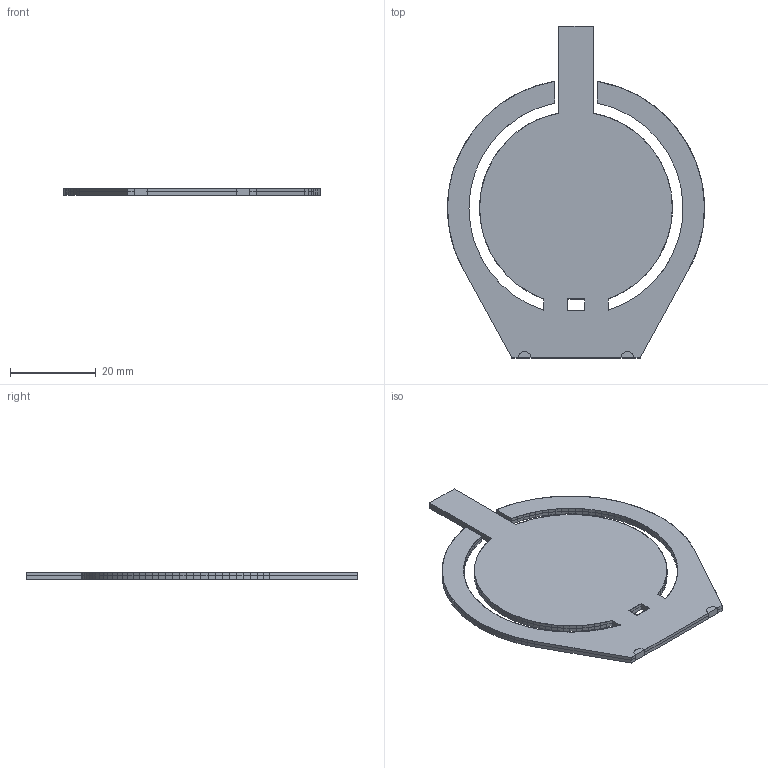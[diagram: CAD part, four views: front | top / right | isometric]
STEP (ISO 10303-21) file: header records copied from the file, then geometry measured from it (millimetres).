
FILE_DESCRIPTION(('Open CASCADE Model'),'2;1');
FILE_NAME('Open CASCADE Shape Model','2024-02-14T17:12:55',('Author'),( 'Open CASCADE'),'Open CASCADE STEP processor 7.5','Open CASCADE 7.5' ,'Unknown');
FILE_SCHEMA(('AUTOMOTIVE_DESIGN { 1 0 10303 214 1 1 1 1 }'));
Length unit declared in the file: millimetre
Products named in the file (5): PCB; Board; Open CASCADE STEP translator 7.5 1.1.1; Free-Models; dieletrico_haste_3
Assembly tree (4 placements, depth 3):
  PCB
    Board
      Open CASCADE STEP translator 7.5 1.1.1
    Free-Models
      dieletrico_haste_3
Bounding box: 60 x 77.5 x 1.58 mm (x, y, z)
Volume: 6640.2 mm3; surface area: 12630.5 mm2
Topology: 2 solids, 2 shells, 280 faces, 828 edges, 552 vertices
Faces by surface type: plane 269, cylinder 11
Entity records: 9273 total; most frequent: CARTESIAN_POINT 1665, ORIENTED_EDGE 1656, DIRECTION 1420, EDGE_CURVE 828, LINE 806, VECTOR 806, VERTEX_POINT 552, AXIS2_PLACEMENT_3D 307
